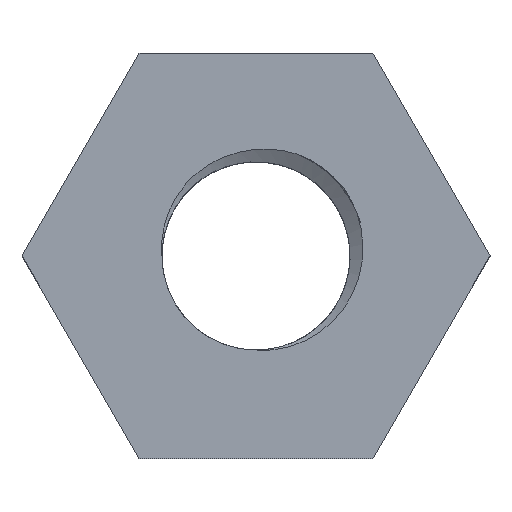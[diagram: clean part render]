
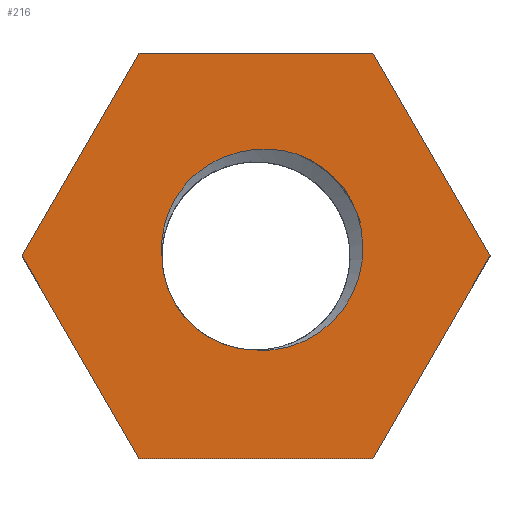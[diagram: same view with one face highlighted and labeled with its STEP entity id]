
A CAD part, top view. The second image highlights one B-rep face of the part: STEP entity #216.
In plain terms, the highlighted planar face has unit normal (0, 0, 1).
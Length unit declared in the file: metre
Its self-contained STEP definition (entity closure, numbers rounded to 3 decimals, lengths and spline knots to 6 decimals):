
#20=CIRCLE('',#242,0.00325);
#22=B_SPLINE_CURVE_WITH_KNOTS('',3,(#326,#327,#328,#329,#330,#331),
 .UNSPECIFIED.,.F.,.F.,(4,1,1,4),(0.014417,0.016188,
0.017959,0.0215),.UNSPECIFIED.);
#23=B_SPLINE_CURVE_WITH_KNOTS('',3,(#334,#335,#336,#337),.UNSPECIFIED.,
 .F.,.F.,(4,4),(0.006866,0.009901),.UNSPECIFIED.);
#24=B_SPLINE_CURVE_WITH_KNOTS('',3,(#339,#340,#341,#342,#343,#344),
 .UNSPECIFIED.,.F.,.F.,(4,1,1,4),(0.019336,0.021081,
0.022825,0.026315),.UNSPECIFIED.);
#52=ORIENTED_EDGE('',*,*,#106,.F.);
#53=ORIENTED_EDGE('',*,*,#107,.F.);
#54=ORIENTED_EDGE('',*,*,#108,.F.);
#55=ORIENTED_EDGE('',*,*,#109,.T.);
#56=ORIENTED_EDGE('',*,*,#90,.T.);
#57=ORIENTED_EDGE('',*,*,#94,.T.);
#58=ORIENTED_EDGE('',*,*,#97,.T.);
#59=ORIENTED_EDGE('',*,*,#100,.T.);
#60=ORIENTED_EDGE('',*,*,#103,.T.);
#61=ORIENTED_EDGE('',*,*,#105,.T.);
#90=EDGE_CURVE('',#121,#120,#140,.T.);
#94=EDGE_CURVE('',#120,#123,#144,.T.);
#97=EDGE_CURVE('',#123,#125,#147,.T.);
#100=EDGE_CURVE('',#125,#127,#150,.T.);
#103=EDGE_CURVE('',#127,#129,#153,.T.);
#105=EDGE_CURVE('',#129,#121,#155,.T.);
#106=EDGE_CURVE('',#130,#131,#22,.F.);
#107=EDGE_CURVE('',#132,#130,#23,.T.);
#108=EDGE_CURVE('',#133,#132,#24,.F.);
#109=EDGE_CURVE('',#133,#131,#20,.T.);
#120=VERTEX_POINT('',#294);
#121=VERTEX_POINT('',#296);
#123=VERTEX_POINT('',#302);
#125=VERTEX_POINT('',#308);
#127=VERTEX_POINT('',#314);
#129=VERTEX_POINT('',#320);
#130=VERTEX_POINT('',#332);
#131=VERTEX_POINT('',#333);
#132=VERTEX_POINT('',#338);
#133=VERTEX_POINT('',#345);
#140=LINE('',#295,#158);
#144=LINE('',#303,#162);
#147=LINE('',#309,#165);
#150=LINE('',#315,#168);
#153=LINE('',#321,#171);
#155=LINE('',#324,#173);
#158=VECTOR('',#252,1.);
#162=VECTOR('',#258,1.);
#165=VECTOR('',#263,1.);
#168=VECTOR('',#268,1.);
#171=VECTOR('',#273,1.);
#173=VECTOR('',#277,1.);
#180=EDGE_LOOP('',(#52,#53,#54,#55));
#181=EDGE_LOOP('',(#56,#57,#58,#59,#60,#61));
#194=FACE_BOUND('',#180,.T.);
#195=FACE_BOUND('',#181,.T.);
#208=PLANE('',#241);
#216=ADVANCED_FACE('',(#194,#195),#208,.T.);
#241=AXIS2_PLACEMENT_3D('',#325,#278,#279);
#242=AXIS2_PLACEMENT_3D('',#346,#280,#281);
#252=DIRECTION('',(-0.5,0.866,0.));
#258=DIRECTION('',(-1.,0.,0.));
#263=DIRECTION('',(-0.5,-0.866,0.));
#268=DIRECTION('',(0.5,-0.866,0.));
#273=DIRECTION('',(1.,0.,0.));
#277=DIRECTION('',(0.5,0.866,0.));
#278=DIRECTION('',(0.,0.,1.));
#279=DIRECTION('',(1.,0.,0.));
#280=DIRECTION('',(0.,0.,-1.));
#281=DIRECTION('',(-1.,0.,0.));
#294=CARTESIAN_POINT('',(0.004041,0.007,0.004));
#295=CARTESIAN_POINT('',(0.006062,0.0035,0.004));
#296=CARTESIAN_POINT('',(0.008083,0.,0.004));
#302=CARTESIAN_POINT('',(-0.004041,0.007,0.004));
#303=CARTESIAN_POINT('',(0.,0.007,0.004));
#308=CARTESIAN_POINT('',(-0.008083,0.,0.004));
#309=CARTESIAN_POINT('',(-0.006062,0.0035,0.004));
#314=CARTESIAN_POINT('',(-0.004041,-0.007,0.004));
#315=CARTESIAN_POINT('',(-0.006062,-0.0035,0.004));
#320=CARTESIAN_POINT('',(0.004041,-0.007,0.004));
#321=CARTESIAN_POINT('',(0.,-0.007,0.004));
#324=CARTESIAN_POINT('',(0.006062,-0.0035,0.004));
#325=CARTESIAN_POINT('',(0.,0.,0.004));
#326=CARTESIAN_POINT('',(-0.00325,0.,0.004));
#327=CARTESIAN_POINT('',(-0.003294,0.000573,0.004));
#328=CARTESIAN_POINT('',(-0.003083,0.001746,0.004));
#329=CARTESIAN_POINT('',(-0.001571,0.003573,0.004));
#330=CARTESIAN_POINT('',(0.000318,0.003873,0.004));
#331=CARTESIAN_POINT('',(0.001422,0.003515,0.004));
#332=CARTESIAN_POINT('',(0.001422,0.003515,0.004));
#333=CARTESIAN_POINT('',(-0.00325,0.,0.004));
#334=CARTESIAN_POINT('',(0.003495,0.00147,0.004));
#335=CARTESIAN_POINT('',(0.003157,0.002423,0.004));
#336=CARTESIAN_POINT('',(0.002373,0.003189,0.004));
#337=CARTESIAN_POINT('',(0.001422,0.003515,0.004));
#338=CARTESIAN_POINT('',(0.003495,0.00147,0.004));
#339=CARTESIAN_POINT('',(0.003495,0.00147,0.004));
#340=CARTESIAN_POINT('',(0.003677,0.000924,0.004));
#341=CARTESIAN_POINT('',(0.003799,-0.000261,0.004));
#342=CARTESIAN_POINT('',(0.002912,-0.002485,0.004));
#343=CARTESIAN_POINT('',(0.001167,-0.003354,0.004));
#344=CARTESIAN_POINT('',(0.,-0.00325,0.004));
#345=CARTESIAN_POINT('',(0.,-0.00325,0.004));
#346=CARTESIAN_POINT('',(0.,0.,0.004));
